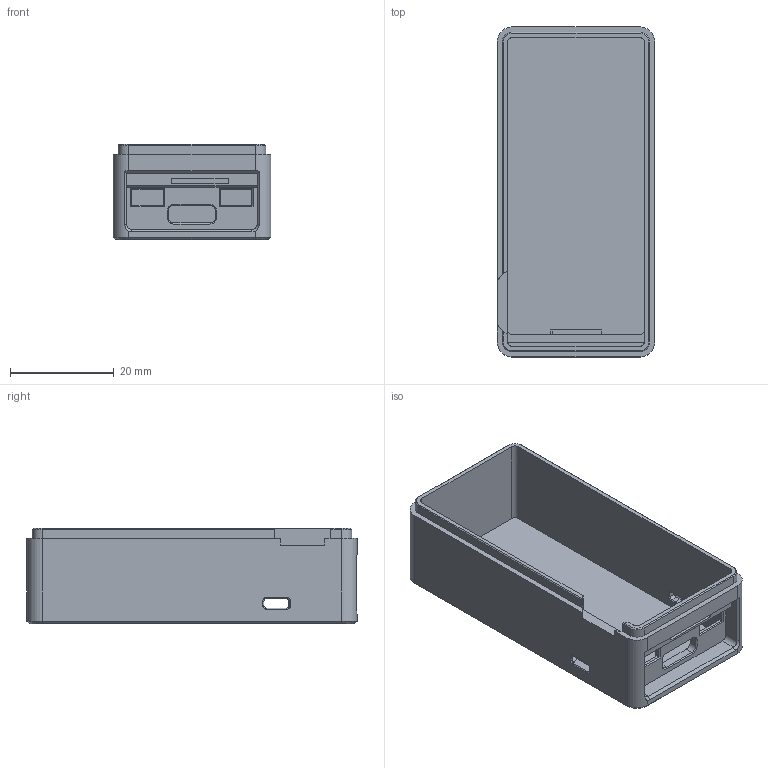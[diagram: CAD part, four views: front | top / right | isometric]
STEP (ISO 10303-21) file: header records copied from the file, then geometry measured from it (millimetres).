
FILE_DESCRIPTION(/* description */ ('','CAx-IF Rec.Pracs.---Representation and Presentation of Product Manufacturing Information (PMI)---4.0---2014-10-13'),/* implementation_level */ '2;1');
FILE_NAME(/* name */ '',/* time_stamp */ '2025-01-20T14:01:53+08:00',/* author */ (''),/* organization */ (''),/* preprocessor_version */ 'ST-DEVELOPER v20',/* originating_system */ 'Autodesk Translation Framework v13.20.0.188',/* authorisation */ '');
FILE_SCHEMA (('AP242_MANAGED_MODEL_BASED_3D_ENGINEERING_MIM_LF { 1 0 10303 442 1 1 4 }'));
Length unit declared in the file: millimetre
Products named in the file (3): (未保存); 配件; 外壳
Assembly tree (2 placements, depth 2):
  (未保存)
    配件
    外壳
Bounding box: 30.47 x 63.75 x 18.5 mm (x, y, z)
Volume: 7603.7 mm3; surface area: 10197.1 mm2
Topology: 1 solids, 1 shells, 234 faces, 589 edges, 356 vertices
Faces by surface type: plane 134, cylinder 62, cone 22, bspline 8, torus 8
Entity records: 7173 total; most frequent: CARTESIAN_POINT 1390, DIRECTION 1219, ORIENTED_EDGE 1178, EDGE_CURVE 589, LINE 417, VECTOR 417, AXIS2_PLACEMENT_3D 401, VERTEX_POINT 356
